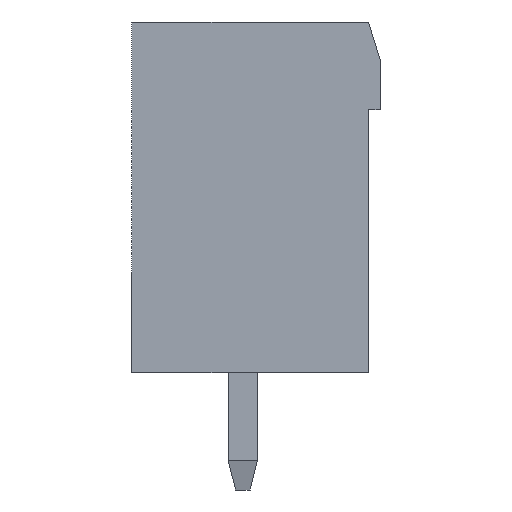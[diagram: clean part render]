
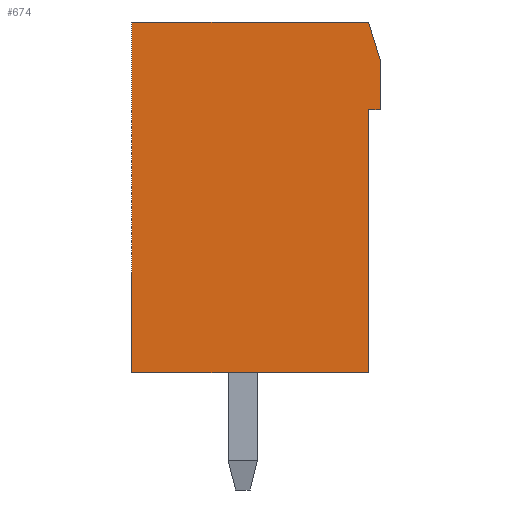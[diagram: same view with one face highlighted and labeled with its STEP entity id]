
A CAD part, left-side view. The second image highlights one B-rep face of the part: STEP entity #674.
In plain terms, the highlighted planar face has unit normal (-1, 0, 0).
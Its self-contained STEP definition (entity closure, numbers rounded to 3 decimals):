
#674 = ADVANCED_FACE( '', ( #1361 ), #1362, .T. );
#1361 = FACE_OUTER_BOUND( '', #2086, .T. );
#1362 = PLANE( '', #2087 );
#2086 = EDGE_LOOP( '', ( #3845, #3846, #3847, #3848, #3849, #3850, #3851 ) );
#2087 = AXIS2_PLACEMENT_3D( '', #3852, #3853, #3854 );
#3845 = ORIENTED_EDGE( '', *, *, #4565, .T. );
#3846 = ORIENTED_EDGE( '', *, *, #4725, .T. );
#3847 = ORIENTED_EDGE( '', *, *, #4777, .T. );
#3848 = ORIENTED_EDGE( '', *, *, #4648, .T. );
#3849 = ORIENTED_EDGE( '', *, *, #5008, .T. );
#3850 = ORIENTED_EDGE( '', *, *, #4677, .T. );
#3851 = ORIENTED_EDGE( '', *, *, #5098, .T. );
#3852 = CARTESIAN_POINT( '', ( -22.86, 0., 0. ) );
#3853 = DIRECTION( '', ( -1., 0., 0. ) );
#3854 = DIRECTION( '', ( 0., 0., 1. ) );
#4565 = EDGE_CURVE( '', #5502, #5500, #5503, .T. );
#4648 = EDGE_CURVE( '', #5649, #5647, #5650, .T. );
#4677 = EDGE_CURVE( '', #5697, #5698, #5699, .T. );
#4725 = EDGE_CURVE( '', #5500, #5779, #5781, .T. );
#4777 = EDGE_CURVE( '', #5779, #5649, #5863, .T. );
#5008 = EDGE_CURVE( '', #5647, #5697, #6220, .T. );
#5098 = EDGE_CURVE( '', #5698, #5502, #6344, .T. );
#5500 = VERTEX_POINT( '', #6860 );
#5502 = VERTEX_POINT( '', #6863 );
#5503 = LINE( '', #6864, #6865 );
#5647 = VERTEX_POINT( '', #7069 );
#5649 = VERTEX_POINT( '', #7072 );
#5650 = LINE( '', #7073, #7074 );
#5697 = VERTEX_POINT( '', #7145 );
#5698 = VERTEX_POINT( '', #7146 );
#5699 = LINE( '', #7147, #7148 );
#5779 = VERTEX_POINT( '', #7258 );
#5781 = LINE( '', #7261, #7262 );
#5863 = LINE( '', #7382, #7383 );
#6220 = LINE( '', #7908, #7909 );
#6344 = LINE( '', #8097, #8098 );
#6860 = CARTESIAN_POINT( '', ( -22.86, -4.05, 6. ) );
#6863 = CARTESIAN_POINT( '', ( -22.86, -4.45, 4.7 ) );
#6864 = CARTESIAN_POINT( '', ( -22.86, -4.45, 4.7 ) );
#6865 = VECTOR( '', #8589, 1000. );
#7069 = CARTESIAN_POINT( '', ( -22.86, -4.05, -6. ) );
#7072 = CARTESIAN_POINT( '', ( -22.86, 4.05, -6. ) );
#7073 = CARTESIAN_POINT( '', ( -22.86, 4.05, -6. ) );
#7074 = VECTOR( '', #8672, 1000. );
#7145 = CARTESIAN_POINT( '', ( -22.86, -4.05, 3. ) );
#7146 = CARTESIAN_POINT( '', ( -22.86, -4.45, 3. ) );
#7147 = CARTESIAN_POINT( '', ( -22.86, -4.05, 3. ) );
#7148 = VECTOR( '', #8697, 1000. );
#7258 = CARTESIAN_POINT( '', ( -22.86, 4.05, 6. ) );
#7261 = CARTESIAN_POINT( '', ( -22.86, -4.05, 6. ) );
#7262 = VECTOR( '', #8750, 1000. );
#7382 = CARTESIAN_POINT( '', ( -22.86, 4.05, 6. ) );
#7383 = VECTOR( '', #8801, 1000. );
#7908 = CARTESIAN_POINT( '', ( -22.86, -4.05, -6. ) );
#7909 = VECTOR( '', #9000, 1000. );
#8097 = CARTESIAN_POINT( '', ( -22.86, -4.45, 3. ) );
#8098 = VECTOR( '', #9065, 1000. );
#8589 = DIRECTION( '', ( 0., 0.294, 0.956 ) );
#8672 = DIRECTION( '', ( 0., -1., 0. ) );
#8697 = DIRECTION( '', ( 0., -1., 0. ) );
#8750 = DIRECTION( '', ( 0., 1., 0. ) );
#8801 = DIRECTION( '', ( 0., 0., -1. ) );
#9000 = DIRECTION( '', ( 0., 0., 1. ) );
#9065 = DIRECTION( '', ( 0., 0., 1. ) );
